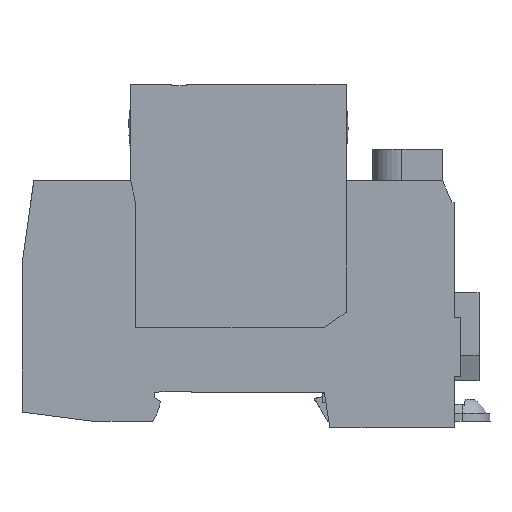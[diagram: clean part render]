
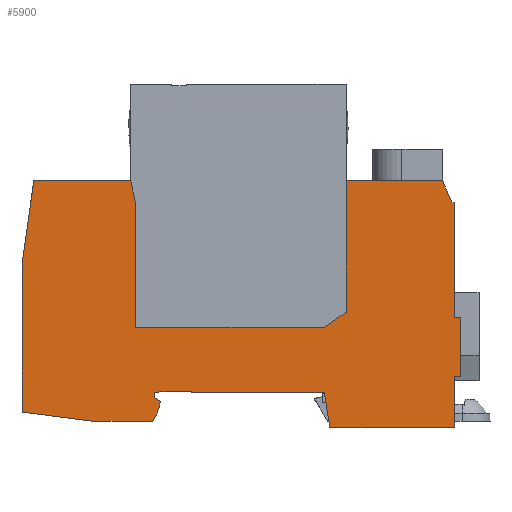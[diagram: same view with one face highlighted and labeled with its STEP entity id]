
A CAD part, left-side view. The second image highlights one B-rep face of the part: STEP entity #5900.
In plain terms, the highlighted face is planar.
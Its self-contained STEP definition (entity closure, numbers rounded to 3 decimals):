
#3540=CARTESIAN_POINT('',(-26.751,28.34,
71.1));
#3550=DIRECTION('',(0.,0.,1.));
#3560=DIRECTION('',(1.,0.,0.));
#3570=AXIS2_PLACEMENT_3D('',#3540,#3550,#3560);
#3580=PLANE('',#3570);
#3590=CARTESIAN_POINT('',(-2.513,78.015,
71.1));
#3600=DIRECTION('',(-1.,0.,0.));
#3610=VECTOR('',#3600,1.);
#3620=LINE('',#3590,#3610);
#3630=CARTESIAN_POINT('',(-23.096,78.015,
71.1));
#3640=VERTEX_POINT('',#3630);
#3650=CARTESIAN_POINT('',(-43.216,78.015,
71.1));
#3660=VERTEX_POINT('',#3650);
#3670=EDGE_CURVE('',#3640,#3660,#3620,.T.);
#3680=ORIENTED_EDGE('',*,*,#3670,.T.);
#3690=CARTESIAN_POINT('',(-15.568,44.07,
71.1));
#3700=DIRECTION('',(0.217,-0.976,-0.));
#3710=VECTOR('',#3700,1.);
#3720=LINE('',#3690,#3710);
#3730=CARTESIAN_POINT('',(-22.054,73.314,
71.1));
#3740=VERTEX_POINT('',#3730);
#3750=EDGE_CURVE('',#3640,#3740,#3720,.T.);
#3760=ORIENTED_EDGE('',*,*,#3750,.F.);
#3770=CARTESIAN_POINT('',(-22.054,44.07,
71.1));
#3780=DIRECTION('',(0.,-1.,-0.));
#3790=VECTOR('',#3780,1.);
#3800=LINE('',#3770,#3790);
#3810=CARTESIAN_POINT('',(-22.054,47.515,
71.1));
#3820=VERTEX_POINT('',#3810);
#3830=EDGE_CURVE('',#3740,#3820,#3800,.T.);
#3840=ORIENTED_EDGE('',*,*,#3830,.F.);
#3850=CARTESIAN_POINT('',(-2.513,47.515,
71.1));
#3860=DIRECTION('',(1.,0.,0.));
#3870=VECTOR('',#3860,1.);
#3880=LINE('',#3850,#3870);
#3890=CARTESIAN_POINT('',(17.165,47.515,
71.1));
#3900=VERTEX_POINT('',#3890);
#3910=EDGE_CURVE('',#3820,#3900,#3880,.T.);
#3920=ORIENTED_EDGE('',*,*,#3910,.F.);
#3930=CARTESIAN_POINT('',(-2.513,33.736,
71.1));
#3940=DIRECTION('',(0.819,0.574,0.));
#3950=VECTOR('',#3940,1.);
#3960=LINE('',#3930,#3950);
#3970=CARTESIAN_POINT('',(21.704,50.693,
71.1));
#3980=VERTEX_POINT('',#3970);
#3990=EDGE_CURVE('',#3900,#3980,#3960,.T.);
#4000=ORIENTED_EDGE('',*,*,#3990,.F.);
#4010=CARTESIAN_POINT('',(21.704,44.07,
71.1));
#4020=DIRECTION('',(0.,1.,0.));
#4030=VECTOR('',#4020,1.);
#4040=LINE('',#4010,#4030);
#4050=CARTESIAN_POINT('',(21.704,78.015,
71.1));
#4060=VERTEX_POINT('',#4050);
#4070=EDGE_CURVE('',#3980,#4060,#4040,.T.);
#4080=ORIENTED_EDGE('',*,*,#4070,.F.);
#4090=CARTESIAN_POINT('',(-2.513,78.015,
71.1));
#4100=DIRECTION('',(-1.,0.,0.));
#4110=VECTOR('',#4100,1.);
#4120=LINE('',#4090,#4110);
#4130=CARTESIAN_POINT('',(41.75,78.015,
71.1));
#4140=VERTEX_POINT('',#4130);
#4150=EDGE_CURVE('',#4140,#4060,#4120,.T.);
#4160=ORIENTED_EDGE('',*,*,#4150,.T.);
#4170=CARTESIAN_POINT('',(56.159,44.07,
71.1));
#4180=DIRECTION('',(-0.391,0.921,0.));
#4190=VECTOR('',#4180,1.);
#4200=LINE('',#4170,#4190);
#4210=CARTESIAN_POINT('',(43.683,73.46,
71.1));
#4220=VERTEX_POINT('',#4210);
#4230=EDGE_CURVE('',#4220,#4140,#4200,.T.);
#4240=ORIENTED_EDGE('',*,*,#4230,.T.);
#4250=CARTESIAN_POINT('',(-2.513,73.46,
71.1));
#4260=DIRECTION('',(-1.,0.,0.));
#4270=VECTOR('',#4260,1.);
#4280=LINE('',#4250,#4270);
#4290=CARTESIAN_POINT('',(44.2,73.46,
71.1));
#4300=VERTEX_POINT('',#4290);
#4310=EDGE_CURVE('',#4300,#4220,#4280,.T.);
#4320=ORIENTED_EDGE('',*,*,#4310,.T.);
#4330=CARTESIAN_POINT('',(44.2,44.07,
71.1));
#4340=DIRECTION('',(0.,1.,0.));
#4350=VECTOR('',#4340,1.);
#4360=LINE('',#4330,#4350);
#4370=CARTESIAN_POINT('',(44.2,49.665,
71.1));
#4380=VERTEX_POINT('',#4370);
#4390=EDGE_CURVE('',#4380,#4300,#4360,.T.);
#4400=ORIENTED_EDGE('',*,*,#4390,.T.);
#4410=CARTESIAN_POINT('',(-0.7,49.665,
71.1));
#4420=DIRECTION('',(1.,0.,0.));
#4430=VECTOR('',#4420,1.);
#4440=LINE('',#4410,#4430);
#4450=CARTESIAN_POINT('',(45.55,49.665,
71.1));
#4460=VERTEX_POINT('',#4450);
#4470=EDGE_CURVE('',#4380,#4460,#4440,.T.);
#4480=ORIENTED_EDGE('',*,*,#4470,.F.);
#4490=CARTESIAN_POINT('',(45.55,0.,
71.1));
#4500=DIRECTION('',(0.,-1.,-0.));
#4510=VECTOR('',#4500,1.);
#4520=LINE('',#4490,#4510);
#4530=CARTESIAN_POINT('',(45.55,37.355,
71.1));
#4540=VERTEX_POINT('',#4530);
#4550=EDGE_CURVE('',#4460,#4540,#4520,.T.);
#4560=ORIENTED_EDGE('',*,*,#4550,.F.);
#4570=CARTESIAN_POINT('',(-0.7,37.355,
71.1));
#4580=DIRECTION('',(1.,0.,0.));
#4590=VECTOR('',#4580,1.);
#4600=LINE('',#4570,#4590);
#4610=CARTESIAN_POINT('',(44.2,37.355,
71.1));
#4620=VERTEX_POINT('',#4610);
#4630=EDGE_CURVE('',#4620,#4540,#4600,.T.);
#4640=ORIENTED_EDGE('',*,*,#4630,.T.);
#4650=CARTESIAN_POINT('',(44.2,26.715,
71.1));
#4660=VERTEX_POINT('',#4650);
#4670=EDGE_CURVE('',#4660,#4620,#4360,.T.);
#4680=ORIENTED_EDGE('',*,*,#4670,.T.);
#4690=CARTESIAN_POINT('',(-2.513,26.715,
71.1));
#4700=DIRECTION('',(1.,0.,0.));
#4710=VECTOR('',#4700,1.);
#4720=LINE('',#4690,#4710);
#4730=CARTESIAN_POINT('',(18.314,26.715,
71.1));
#4740=VERTEX_POINT('',#4730);
#4750=EDGE_CURVE('',#4740,#4660,#4720,.T.);
#4760=ORIENTED_EDGE('',*,*,#4750,.T.);
#4770=CARTESIAN_POINT('',(15.565,44.07,
71.1));
#4780=DIRECTION('',(0.156,-0.988,-0.));
#4790=VECTOR('',#4780,1.);
#4800=LINE('',#4770,#4790);
#4810=CARTESIAN_POINT('',(17.3,33.115,
71.1));
#4820=VERTEX_POINT('',#4810);
#4830=EDGE_CURVE('',#4820,#4740,#4800,.T.);
#4840=ORIENTED_EDGE('',*,*,#4830,.T.);
#4850=CARTESIAN_POINT('',(17.3,44.07,
71.1));
#4860=DIRECTION('',(0.,-1.,0.));
#4870=VECTOR('',#4860,1.);
#4880=LINE('',#4850,#4870);
#4890=CARTESIAN_POINT('',(17.3,34.015,
71.1));
#4900=VERTEX_POINT('',#4890);
#4910=EDGE_CURVE('',#4900,#4820,#4880,.T.);
#4920=ORIENTED_EDGE('',*,*,#4910,.T.);
#4930=CARTESIAN_POINT('',(-2.513,34.015,
71.1));
#4940=DIRECTION('',(1.,0.,-0.));
#4950=VECTOR('',#4940,1.);
#4960=LINE('',#4930,#4950);
#4970=CARTESIAN_POINT('',(-10.5,34.015,
71.1));
#4980=VERTEX_POINT('',#4970);
#4990=EDGE_CURVE('',#4980,#4900,#4960,.T.);
#5000=ORIENTED_EDGE('',*,*,#4990,.T.);
#5010=CARTESIAN_POINT('',(-10.5,44.07,
71.1));
#5020=DIRECTION('',(0.,-1.,0.));
#5030=VECTOR('',#5020,1.);
#5040=LINE('',#5010,#5030);
#5050=CARTESIAN_POINT('',(-10.5,34.215,
71.1));
#5060=VERTEX_POINT('',#5050);
#5070=EDGE_CURVE('',#5060,#4980,#5040,.T.);
#5080=ORIENTED_EDGE('',*,*,#5070,.T.);
#5090=CARTESIAN_POINT('',(-2.513,34.215,
71.1));
#5100=DIRECTION('',(1.,0.,-0.));
#5110=VECTOR('',#5100,1.);
#5120=LINE('',#5090,#5110);
#5130=CARTESIAN_POINT('',(-15.914,34.215,
71.1));
#5140=VERTEX_POINT('',#5130);
#5150=EDGE_CURVE('',#5140,#5060,#5120,.T.);
#5160=ORIENTED_EDGE('',*,*,#5150,.T.);
#5170=CARTESIAN_POINT('',(-2.513,35.387,
71.1));
#5180=DIRECTION('',(0.996,0.087,0.));
#5190=VECTOR('',#5180,1.);
#5200=LINE('',#5170,#5190);
#5210=CARTESIAN_POINT('',(-18.2,34.015,
71.1));
#5220=VERTEX_POINT('',#5210);
#5230=EDGE_CURVE('',#5220,#5140,#5200,.T.);
#5240=ORIENTED_EDGE('',*,*,#5230,.T.);
#5250=CARTESIAN_POINT('',(-18.2,44.07,
71.1));
#5260=DIRECTION('',(0.,1.,0.));
#5270=VECTOR('',#5260,1.);
#5280=LINE('',#5250,#5270);
#5290=CARTESIAN_POINT('',(-18.2,32.915,
71.1));
#5300=VERTEX_POINT('',#5290);
#5310=EDGE_CURVE('',#5300,#5220,#5280,.T.);
#5320=ORIENTED_EDGE('',*,*,#5310,.T.);
#5330=CARTESIAN_POINT('',(-2.513,23.858,
71.1));
#5340=DIRECTION('',(0.866,-0.5,-0.));
#5350=VECTOR('',#5340,1.);
#5360=LINE('',#5330,#5350);
#5370=CARTESIAN_POINT('',(-16.9,32.164,
71.1));
#5380=VERTEX_POINT('',#5370);
#5390=EDGE_CURVE('',#5300,#5380,#5360,.T.);
#5400=ORIENTED_EDGE('',*,*,#5390,.F.);
#5410=CARTESIAN_POINT('',(-16.9,44.07,
71.1));
#5420=DIRECTION('',(0.,1.,0.));
#5430=VECTOR('',#5420,1.);
#5440=LINE('',#5410,#5430);
#5450=CARTESIAN_POINT('',(-16.9,32.115,
71.1));
#5460=VERTEX_POINT('',#5450);
#5470=EDGE_CURVE('',#5460,#5380,#5440,.T.);
#5480=ORIENTED_EDGE('',*,*,#5470,.T.);
#5490=CARTESIAN_POINT('',(-26.294,33.53,
71.1));
#5500=DIRECTION('',(0.,0.,1.));
#5510=DIRECTION('',(1.,0.,0.));
#5520=AXIS2_PLACEMENT_3D('',#5490,#5500,#5510);
#5530=CIRCLE('',#5520,9.5);
#5540=CARTESIAN_POINT('',(-18.559,28.015,
71.1));
#5550=VERTEX_POINT('',#5540);
#5560=EDGE_CURVE('',#5550,#5460,#5530,.T.);
#5570=ORIENTED_EDGE('',*,*,#5560,.T.);
#5580=CARTESIAN_POINT('',(-2.513,28.015,
71.1));
#5590=DIRECTION('',(1.,0.,0.));
#5600=VECTOR('',#5590,1.);
#5610=LINE('',#5580,#5600);
#5620=CARTESIAN_POINT('',(-30.965,28.015,
71.1));
#5630=VERTEX_POINT('',#5620);
#5640=EDGE_CURVE('',#5630,#5550,#5610,.T.);
#5650=ORIENTED_EDGE('',*,*,#5640,.T.);
#5660=CARTESIAN_POINT('',(-2.513,24.339,
71.1));
#5670=DIRECTION('',(0.992,-0.128,-0.));
#5680=VECTOR('',#5670,1.);
#5690=LINE('',#5660,#5680);
#5700=CARTESIAN_POINT('',(-45.678,29.915,
71.1));
#5710=VERTEX_POINT('',#5700);
#5720=EDGE_CURVE('',#5710,#5630,#5690,.T.);
#5730=ORIENTED_EDGE('',*,*,#5720,.T.);
#5740=CARTESIAN_POINT('',(-45.678,44.07,
71.1));
#5750=DIRECTION('',(0.,1.,0.));
#5760=VECTOR('',#5750,1.);
#5770=LINE('',#5740,#5760);
#5780=CARTESIAN_POINT('',(-45.678,60.553,
71.1));
#5790=VERTEX_POINT('',#5780);
#5800=EDGE_CURVE('',#5710,#5790,#5770,.T.);
#5810=ORIENTED_EDGE('',*,*,#5800,.F.);
#5820=CARTESIAN_POINT('',(-48.002,44.07,
71.1));
#5830=DIRECTION('',(0.14,0.99,0.));
#5840=VECTOR('',#5830,1.);
#5850=LINE('',#5820,#5840);
#5860=EDGE_CURVE('',#5790,#3660,#5850,.T.);
#5870=ORIENTED_EDGE('',*,*,#5860,.F.);
#5880=EDGE_LOOP('',(#5870,#5810,#5730,#5650,#5570,#5480,#5400,#5320,
#5240,#5160,#5080,#5000,#4920,#4840,#4760,#4680,#4640,#4560,#4480,#4400,
#4320,#4240,#4160,#4080,#4000,#3920,#3840,#3760,#3680));
#5890=FACE_OUTER_BOUND('',#5880,.T.);
#5900=ADVANCED_FACE('',(#5890),#3580,.T.);
